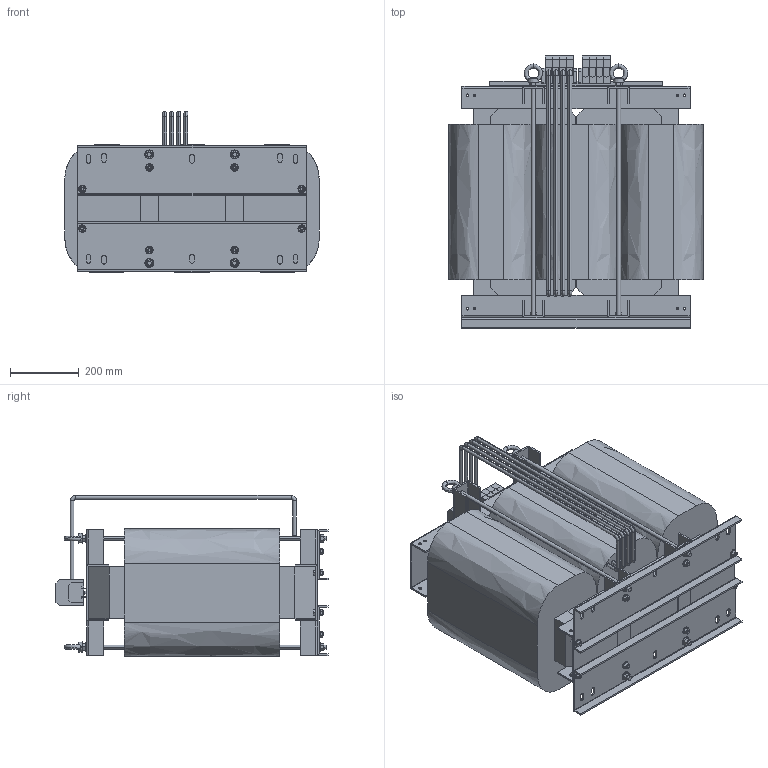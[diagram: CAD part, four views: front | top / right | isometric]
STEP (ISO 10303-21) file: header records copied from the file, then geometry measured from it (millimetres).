
FILE_DESCRIPTION (( 'STEP AP214' ), '1' );
FILE_NAME ('209337.STEP', '2023-03-28T12:06:13', ( '' ), ( '' ), 'SwSTEP 2.0', 'SolidWorks 2018', '' );
FILE_SCHEMA (( 'AUTOMOTIVE_DESIGN' ));
Length unit declared in the file: millimetre
Products named in the file (1): 209337
Bounding box: 737 x 788.5 x 467.15 mm (x, y, z)
Volume: 134916445.4 mm3; surface area: 3547275.4 mm2
Topology: 1 solids, 1 shells, 1493 faces, 3856 edges, 2398 vertices
Faces by surface type: plane 1021, cylinder 324, cone 64, torus 56, bspline 28
Entity records: 48700 total; most frequent: CARTESIAN_POINT 12064, ORIENTED_EDGE 7712, DIRECTION 7372, EDGE_CURVE 3856, LINE 2840, VECTOR 2840, VERTEX_POINT 2398, AXIS2_PLACEMENT_3D 2266
